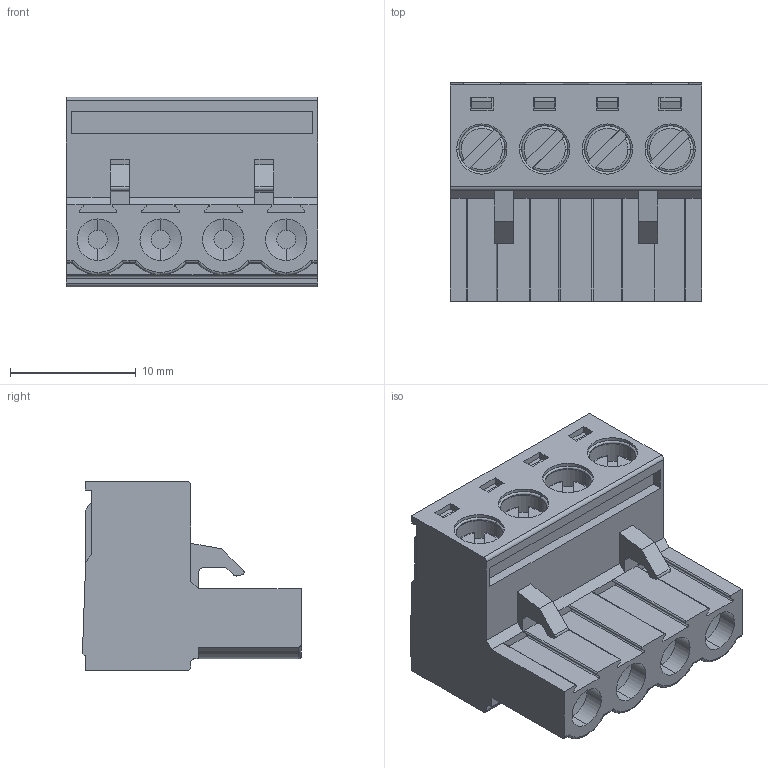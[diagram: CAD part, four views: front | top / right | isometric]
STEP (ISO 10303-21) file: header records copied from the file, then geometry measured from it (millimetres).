
FILE_DESCRIPTION (( 'STEP AP214' ), '1' );
FILE_NAME ('2EDGK-5.0-04P-14-00AH.STEP', '2021-02-16T19:55:27', ( '' ), ( '' ), 'SwSTEP 2.0', 'SolidWorks 2020', '' );
FILE_SCHEMA (( 'AUTOMOTIVE_DESIGN' ));
Length unit declared in the file: millimetre
Products named in the file (1): 2EDGK-5.0-04P-14-00AH
Bounding box: 20 x 17.4 x 15.1 mm (x, y, z)
Volume: 2854.9 mm3; surface area: 2808.7 mm2
Topology: 1 solids, 1 shells, 671 faces, 1730 edges, 1124 vertices
Faces by surface type: plane 433, bspline 106, cylinder 80, torus 36, cone 16
Entity records: 29920 total; most frequent: CARTESIAN_POINT 10224, ORIENTED_EDGE 3460, DIRECTION 2813, EDGE_CURVE 1730, LINE 1227, VECTOR 1227, VERTEX_POINT 1124, AXIS2_PLACEMENT_3D 793
